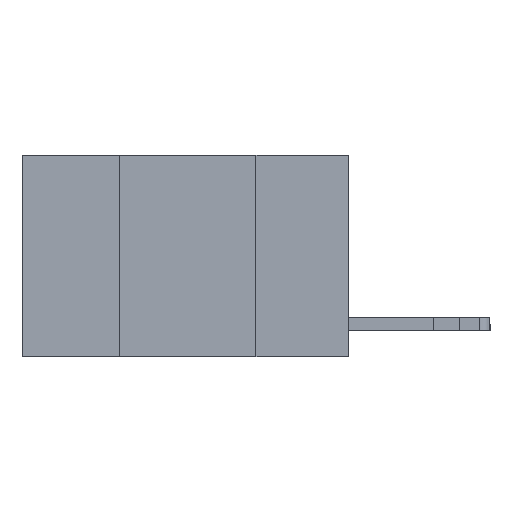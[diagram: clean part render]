
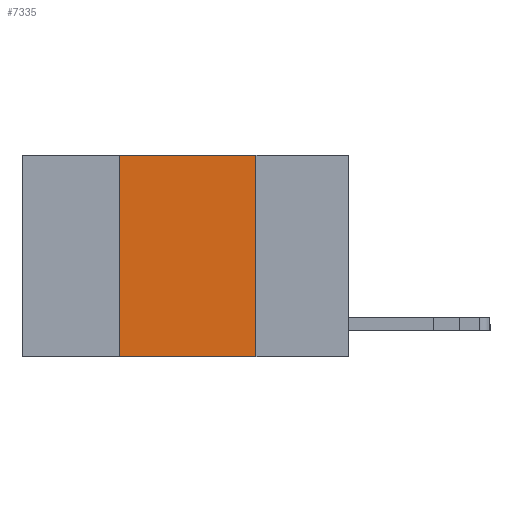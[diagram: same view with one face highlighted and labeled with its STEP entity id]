
A CAD part, left-side view. The second image highlights one B-rep face of the part: STEP entity #7335.
In plain terms, the highlighted planar face has unit normal (-1, 0, 0).
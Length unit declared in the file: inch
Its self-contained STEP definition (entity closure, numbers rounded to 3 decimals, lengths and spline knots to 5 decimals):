
#136 = DIRECTION ( 'NONE',  ( 0., -1., 0. ) ) ;
#455 = ORIENTED_EDGE ( 'NONE', *, *, #3216, .T. ) ;
#1505 = ORIENTED_EDGE ( 'NONE', *, *, #12232, .F. ) ;
#1787 = DIRECTION ( 'NONE',  ( 0., -1., 0. ) ) ;
#2106 = ORIENTED_EDGE ( 'NONE', *, *, #11870, .F. ) ;
#2116 = VECTOR ( 'NONE', #1787, 39.37008 ) ;
#2311 = DIRECTION ( 'NONE',  ( 0., 0., -1. ) ) ;
#2375 = VERTEX_POINT ( 'NONE', #13001 ) ;
#2600 = CARTESIAN_POINT ( 'NONE',  ( 0., 0.6, -0.37 ) ) ;
#2737 = LINE ( 'NONE', #8285, #2116 ) ;
#2875 = DIRECTION ( 'NONE',  ( 0., 0., -1. ) ) ;
#2974 = CARTESIAN_POINT ( 'NONE',  ( 0., 0.17, 0. ) ) ;
#3216 = EDGE_CURVE ( 'NONE', #14945, #12656, #4999, .T. ) ;
#3223 = VECTOR ( 'NONE', #2875, 39.37008 ) ;
#3399 = DIRECTION ( 'NONE',  ( 0., 0., 1. ) ) ;
#4521 = VERTEX_POINT ( 'NONE', #8082 ) ;
#4844 = VECTOR ( 'NONE', #3399, 39.37008 ) ;
#4999 = LINE ( 'NONE', #2600, #13608 ) ;
#5386 = AXIS2_PLACEMENT_3D ( 'NONE', #13707, #7452, #2311 ) ;
#5922 = EDGE_LOOP ( 'NONE', ( #1505, #2106, #12994, #455 ) ) ;
#7335 = ADVANCED_FACE ( 'NONE', ( #10007 ), #15080, .F. ) ;
#7452 = DIRECTION ( 'NONE',  ( 1., 0., 0. ) ) ;
#8082 = CARTESIAN_POINT ( 'NONE',  ( 0., 0.42, 0. ) ) ;
#8236 = EDGE_CURVE ( 'NONE', #14945, #4521, #14871, .T. ) ;
#8285 = CARTESIAN_POINT ( 'NONE',  ( 0., 0.6, 0. ) ) ;
#10007 = FACE_OUTER_BOUND ( 'NONE', #5922, .T. ) ;
#10332 = CARTESIAN_POINT ( 'NONE',  ( 0., 0.42, -0.37 ) ) ;
#11870 = EDGE_CURVE ( 'NONE', #4521, #2375, #2737, .T. ) ;
#12232 = EDGE_CURVE ( 'NONE', #2375, #12656, #14606, .T. ) ;
#12656 = VERTEX_POINT ( 'NONE', #16657 ) ;
#12994 = ORIENTED_EDGE ( 'NONE', *, *, #8236, .F. ) ;
#13001 = CARTESIAN_POINT ( 'NONE',  ( 0., 0.17, 0. ) ) ;
#13608 = VECTOR ( 'NONE', #136, 39.37008 ) ;
#13707 = CARTESIAN_POINT ( 'NONE',  ( 0., 0.6, 0. ) ) ;
#14606 = LINE ( 'NONE', #2974, #3223 ) ;
#14871 = LINE ( 'NONE', #16318, #4844 ) ;
#14945 = VERTEX_POINT ( 'NONE', #10332 ) ;
#15080 = PLANE ( 'NONE',  #5386 ) ;
#16318 = CARTESIAN_POINT ( 'NONE',  ( 0., 0.42, 0. ) ) ;
#16657 = CARTESIAN_POINT ( 'NONE',  ( 0., 0.17, -0.37 ) ) ;
